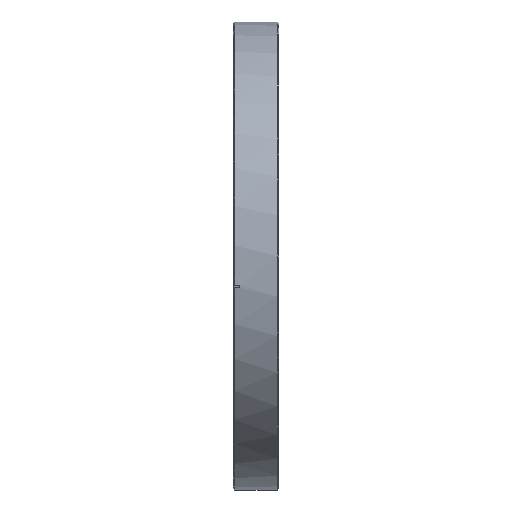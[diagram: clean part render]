
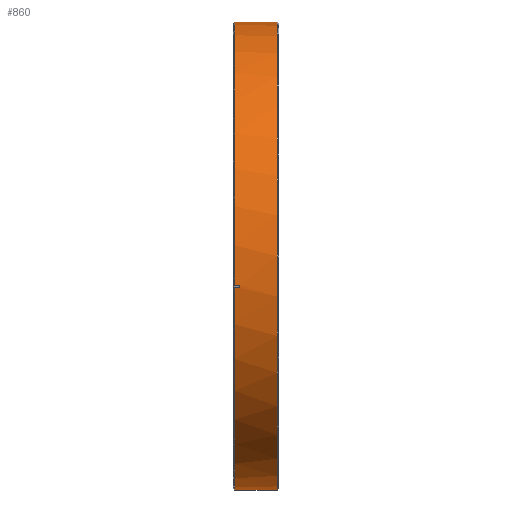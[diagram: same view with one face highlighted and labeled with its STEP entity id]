
A CAD part, front view. The second image highlights one B-rep face of the part: STEP entity #860.
In plain terms, the highlighted cylindrical face has radius 126.619 mm (diameter 253.238 mm), a partial arc.
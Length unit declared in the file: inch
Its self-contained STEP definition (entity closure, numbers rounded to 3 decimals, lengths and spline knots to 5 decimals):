
#160 = CARTESIAN_POINT ( 'NONE',  ( 0.14001, -4.9463, -0.61993 ) ) ;
#297 = CARTESIAN_POINT ( 'NONE',  ( 0.03, 0., 0. ) ) ;
#335 = CARTESIAN_POINT ( 'NONE',  ( 0.03, -4.93821, -0.6814 ) ) ;
#361 = DIRECTION ( 'NONE',  ( 1., 0., 0. ) ) ;
#372 = VERTEX_POINT ( 'NONE', #2142 ) ;
#382 = VERTEX_POINT ( 'NONE', #3718 ) ;
#436 = VERTEX_POINT ( 'NONE', #4302 ) ;
#542 = EDGE_CURVE ( 'NONE', #1387, #1177, #2340, .T. ) ;
#583 = DIRECTION ( 'NONE',  ( -1., 0., 0. ) ) ;
#682 = CARTESIAN_POINT ( 'NONE',  ( 0.94, 0., 4.985 ) ) ;
#756 = AXIS2_PLACEMENT_3D ( 'NONE', #4011, #3639, #3985 ) ;
#806 = EDGE_CURVE ( 'NONE', #4885, #382, #1990, .T. ) ;
#817 = ORIENTED_EDGE ( 'NONE', *, *, #542, .T. ) ;
#842 = VECTOR ( 'NONE', #361, 39.37008 ) ;
#860 = ADVANCED_FACE ( 'NONE', ( #977 ), #2126, .T. ) ;
#958 = AXIS2_PLACEMENT_3D ( 'NONE', #3454, #4259, #1824 ) ;
#977 = FACE_OUTER_BOUND ( 'NONE', #3242, .T. ) ;
#1054 = ORIENTED_EDGE ( 'NONE', *, *, #1474, .T. ) ;
#1177 = VERTEX_POINT ( 'NONE', #4948 ) ;
#1387 = VERTEX_POINT ( 'NONE', #682 ) ;
#1469 = EDGE_CURVE ( 'NONE', #436, #382, #4344, .T. ) ;
#1474 = EDGE_CURVE ( 'NONE', #2199, #1387, #4926, .T. ) ;
#1515 = DIRECTION ( 'NONE',  ( 0., 0., -1. ) ) ;
#1623 = ORIENTED_EDGE ( 'NONE', *, *, #4020, .F. ) ;
#1711 = VECTOR ( 'NONE', #4683, 39.37008 ) ;
#1730 = LINE ( 'NONE', #2022, #2030 ) ;
#1824 = DIRECTION ( 'NONE',  ( 0., 0., -1. ) ) ;
#1936 = DIRECTION ( 'NONE',  ( -1., 0., 0. ) ) ;
#1956 = ORIENTED_EDGE ( 'NONE', *, *, #2530, .T. ) ;
#1990 = B_SPLINE_CURVE_WITH_KNOTS ( 'NONE', 3,
 ( #3810, #3009, #5057, #160 ),
 .UNSPECIFIED., .F., .F.,
 ( 4, 4 ),
 ( 0., 0.00157 ),
 .UNSPECIFIED. ) ;
#2022 = CARTESIAN_POINT ( 'NONE',  ( 0., 0., -4.985 ) ) ;
#2030 = VECTOR ( 'NONE', #5280, 39.37008 ) ;
#2116 = AXIS2_PLACEMENT_3D ( 'NONE', #3362, #583, #2208 ) ;
#2126 = CYLINDRICAL_SURFACE ( 'NONE', #2116, 4.985 ) ;
#2142 = CARTESIAN_POINT ( 'NONE',  ( 0.03, 0., -4.985 ) ) ;
#2199 = VERTEX_POINT ( 'NONE', #4523 ) ;
#2208 = DIRECTION ( 'NONE',  ( 0., 0., 1. ) ) ;
#2340 = LINE ( 'NONE', #3090, #4327 ) ;
#2359 = ORIENTED_EDGE ( 'NONE', *, *, #3962, .T. ) ;
#2519 = CARTESIAN_POINT ( 'NONE',  ( 0.14001, -4.93821, -0.6814 ) ) ;
#2530 = EDGE_CURVE ( 'NONE', #2789, #372, #3938, .T. ) ;
#2564 = ORIENTED_EDGE ( 'NONE', *, *, #2643, .F. ) ;
#2643 = EDGE_CURVE ( 'NONE', #2789, #4885, #2703, .T. ) ;
#2703 = LINE ( 'NONE', #3586, #1711 ) ;
#2789 = VERTEX_POINT ( 'NONE', #335 ) ;
#3009 = CARTESIAN_POINT ( 'NONE',  ( 0.14, -4.94104, -0.66092 ) ) ;
#3090 = CARTESIAN_POINT ( 'NONE',  ( 0., 0., 4.985 ) ) ;
#3242 = EDGE_LOOP ( 'NONE', ( #1623, #1054, #817, #2359, #3775, #4786, #2564, #1956 ) ) ;
#3362 = CARTESIAN_POINT ( 'NONE',  ( 0., 0., 0. ) ) ;
#3454 = CARTESIAN_POINT ( 'NONE',  ( 0.03, 0., 0. ) ) ;
#3564 = CIRCLE ( 'NONE', #4167, 4.985 ) ;
#3586 = CARTESIAN_POINT ( 'NONE',  ( 0., -4.93821, -0.6814 ) ) ;
#3639 = DIRECTION ( 'NONE',  ( -1., 0., 0. ) ) ;
#3718 = CARTESIAN_POINT ( 'NONE',  ( 0.14001, -4.9463, -0.61993 ) ) ;
#3775 = ORIENTED_EDGE ( 'NONE', *, *, #1469, .T. ) ;
#3810 = CARTESIAN_POINT ( 'NONE',  ( 0.14001, -4.93821, -0.6814 ) ) ;
#3938 = CIRCLE ( 'NONE', #958, 4.985 ) ;
#3962 = EDGE_CURVE ( 'NONE', #1177, #436, #3564, .T. ) ;
#3985 = DIRECTION ( 'NONE',  ( 0., 0., 1. ) ) ;
#4011 = CARTESIAN_POINT ( 'NONE',  ( 0.94, 0., 0. ) ) ;
#4020 = EDGE_CURVE ( 'NONE', #2199, #372, #1730, .T. ) ;
#4044 = CARTESIAN_POINT ( 'NONE',  ( 0., -4.9463, -0.61993 ) ) ;
#4167 = AXIS2_PLACEMENT_3D ( 'NONE', #297, #5232, #1515 ) ;
#4259 = DIRECTION ( 'NONE',  ( 1., 0., 0. ) ) ;
#4302 = CARTESIAN_POINT ( 'NONE',  ( 0.03, -4.9463, -0.61993 ) ) ;
#4327 = VECTOR ( 'NONE', #1936, 39.37008 ) ;
#4344 = LINE ( 'NONE', #4044, #842 ) ;
#4523 = CARTESIAN_POINT ( 'NONE',  ( 0.94, 0., -4.985 ) ) ;
#4683 = DIRECTION ( 'NONE',  ( 1., 0., 0. ) ) ;
#4786 = ORIENTED_EDGE ( 'NONE', *, *, #806, .F. ) ;
#4885 = VERTEX_POINT ( 'NONE', #2519 ) ;
#4926 = CIRCLE ( 'NONE', #756, 4.985 ) ;
#4948 = CARTESIAN_POINT ( 'NONE',  ( 0.03, 0., 4.985 ) ) ;
#5057 = CARTESIAN_POINT ( 'NONE',  ( 0.14, -4.94373, -0.64043 ) ) ;
#5232 = DIRECTION ( 'NONE',  ( 1., 0., 0. ) ) ;
#5280 = DIRECTION ( 'NONE',  ( -1., 0., 0. ) ) ;
